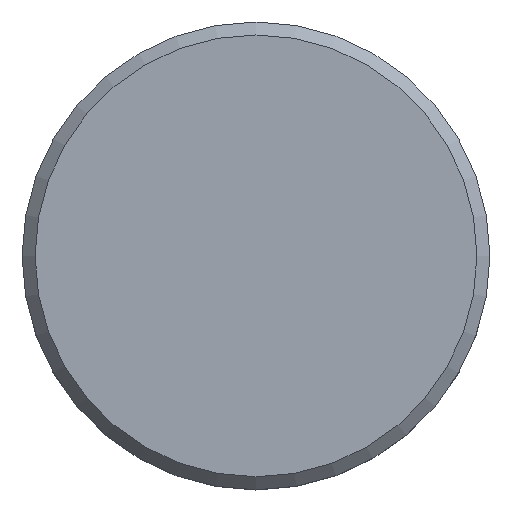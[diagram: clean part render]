
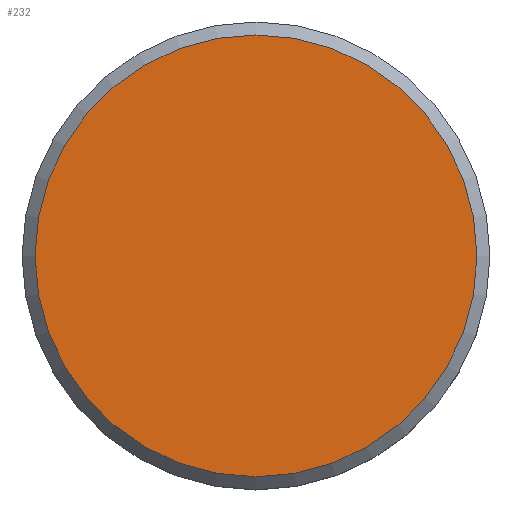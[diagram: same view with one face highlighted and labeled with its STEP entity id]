
A CAD part, top view. The second image highlights one B-rep face of the part: STEP entity #232.
In plain terms, the highlighted planar face has unit normal (0, 0, 1).
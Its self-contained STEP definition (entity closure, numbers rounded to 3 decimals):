
#20=PLANE('',#282);
#65=FACE_OUTER_BOUND('',#82,.T.);
#82=EDGE_LOOP('',(#216));
#103=CIRCLE('',#278,0.85);
#123=VERTEX_POINT('',#427);
#154=EDGE_CURVE('',#123,#123,#103,.T.);
#216=ORIENTED_EDGE('',*,*,#154,.F.);
#232=ADVANCED_FACE('',(#65),#20,.F.);
#278=AXIS2_PLACEMENT_3D('',#429,#357,#358);
#282=AXIS2_PLACEMENT_3D('',#433,#365,#366);
#357=DIRECTION('center_axis',(0.,0.,
-1.));
#358=DIRECTION('ref_axis',(-1.,0.,0.));
#365=DIRECTION('center_axis',(0.,0.,
-1.));
#366=DIRECTION('ref_axis',(-1.,0.,0.));
#427=CARTESIAN_POINT('',(0.85,0.,4.));
#429=CARTESIAN_POINT('Origin',(0.,0.,
4.));
#433=CARTESIAN_POINT('Origin',(0.,0.425,
4.));
